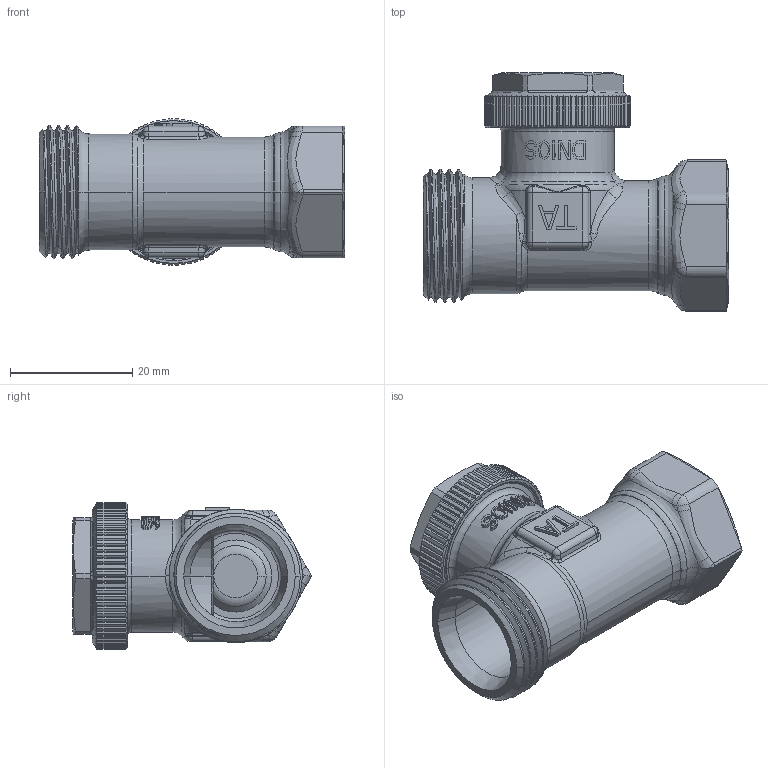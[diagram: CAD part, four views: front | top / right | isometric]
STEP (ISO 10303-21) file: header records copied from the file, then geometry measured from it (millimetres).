
FILE_DESCRIPTION((''),'2;1');
FILE_NAME('50005-610-GEWINDE_SW0001','2018-09-10T15:28:45',('marann'),(''),'CREO PARAMETRIC BY PTC INC, 2017380','CREO PARAMETRIC BY PTC INC, 2017380','');
FILE_SCHEMA(('CONFIG_CONTROL_DESIGN'));
Length unit declared in the file: millimetre
Products named in the file (1): 50005-610-GEWINDE_SW0001
Bounding box: 50 x 39.1 x 23.99 mm (x, y, z)
Volume: 10699.6 mm3; surface area: 10032.1 mm2
Topology: 1 solids, 1 shells, 777 faces, 2063 edges, 1300 vertices
Faces by surface type: plane 350, cylinder 180, bspline 116, cone 57, torus 40, sphere 34
Entity records: 36390 total; most frequent: CARTESIAN_POINT 18907, ORIENTED_EDGE 4118, DIRECTION 3016, EDGE_CURVE 2059, VERTEX_POINT 1300, AXIS2_PLACEMENT_3D 1187, B_SPLINE_CURVE_WITH_KNOTS 891, EDGE_LOOP 797
